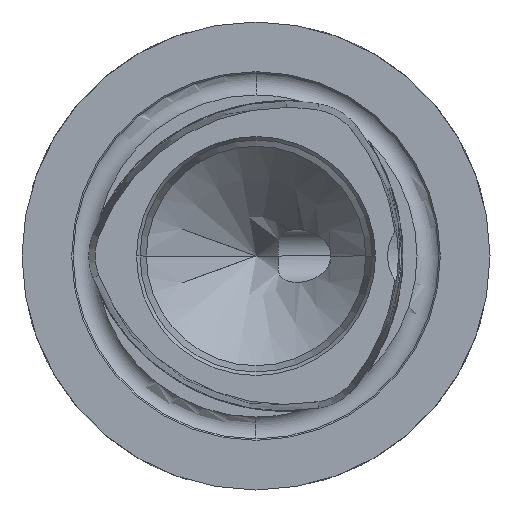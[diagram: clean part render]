
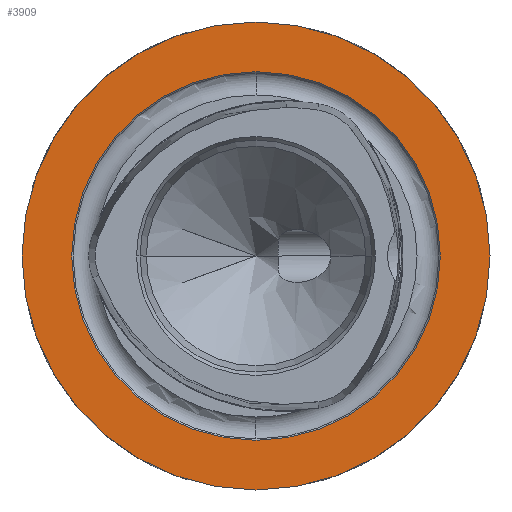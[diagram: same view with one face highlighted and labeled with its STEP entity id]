
A CAD part, left-side view. The second image highlights one B-rep face of the part: STEP entity #3909.
In plain terms, the highlighted planar face has unit normal (-1, 0, 0).
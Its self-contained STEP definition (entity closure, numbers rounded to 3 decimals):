
#166 = ORIENTED_EDGE ( 'NONE', *, *, #3806, .F. ) ;
#240 = CARTESIAN_POINT ( 'NONE',  ( -15., 0., 0. ) ) ;
#430 = CIRCLE ( 'NONE', #3170, 12.6 ) ;
#779 = CARTESIAN_POINT ( 'NONE',  ( -15., 0., 16. ) ) ;
#862 = ORIENTED_EDGE ( 'NONE', *, *, #5476, .F. ) ;
#982 = EDGE_LOOP ( 'NONE', ( #5325, #166 ) ) ;
#1542 = FACE_BOUND ( 'NONE', #982, .T. ) ;
#1671 = CIRCLE ( 'NONE', #4824, 16. ) ;
#1815 = CARTESIAN_POINT ( 'NONE',  ( -15., 0., 0. ) ) ;
#2020 = DIRECTION ( 'NONE',  ( 0., 0., -1. ) ) ;
#2053 = DIRECTION ( 'NONE',  ( 1., 0., 0. ) ) ;
#2336 = CIRCLE ( 'NONE', #5963, 16. ) ;
#2389 = DIRECTION ( 'NONE',  ( 0., 0., -1. ) ) ;
#2470 = DIRECTION ( 'NONE',  ( 1., 0., 0. ) ) ;
#2570 = DIRECTION ( 'NONE',  ( 1., 0., 0. ) ) ;
#2580 = EDGE_CURVE ( 'NONE', #3919, #4992, #2336, .T. ) ;
#2595 = CARTESIAN_POINT ( 'NONE',  ( -15., 0., 0. ) ) ;
#2620 = CARTESIAN_POINT ( 'NONE',  ( -15., 0., -12.6 ) ) ;
#2777 = CARTESIAN_POINT ( 'NONE',  ( -15., 0., -16. ) ) ;
#2855 = FACE_OUTER_BOUND ( 'NONE', #3688, .T. ) ;
#3031 = EDGE_CURVE ( 'NONE', #4365, #6152, #6235, .T. ) ;
#3170 = AXIS2_PLACEMENT_3D ( 'NONE', #1815, #5426, #2389 ) ;
#3688 = EDGE_LOOP ( 'NONE', ( #5464, #862 ) ) ;
#3806 = EDGE_CURVE ( 'NONE', #6152, #4365, #430, .T. ) ;
#3909 = ADVANCED_FACE ( 'NONE', ( #1542, #2855 ), #6426, .F. ) ;
#3919 = VERTEX_POINT ( 'NONE', #779 ) ;
#4365 = VERTEX_POINT ( 'NONE', #6659 ) ;
#4640 = DIRECTION ( 'NONE',  ( 0., 0., -1. ) ) ;
#4661 = DIRECTION ( 'NONE',  ( -1., 0., 0. ) ) ;
#4824 = AXIS2_PLACEMENT_3D ( 'NONE', #5155, #2053, #5614 ) ;
#4992 = VERTEX_POINT ( 'NONE', #2777 ) ;
#5062 = CARTESIAN_POINT ( 'NONE',  ( -15., 0., 0. ) ) ;
#5155 = CARTESIAN_POINT ( 'NONE',  ( -15., 0., 0. ) ) ;
#5325 = ORIENTED_EDGE ( 'NONE', *, *, #3031, .F. ) ;
#5426 = DIRECTION ( 'NONE',  ( -1., 0., 0. ) ) ;
#5464 = ORIENTED_EDGE ( 'NONE', *, *, #2580, .F. ) ;
#5476 = EDGE_CURVE ( 'NONE', #4992, #3919, #1671, .T. ) ;
#5529 = AXIS2_PLACEMENT_3D ( 'NONE', #5062, #4661, #4640 ) ;
#5614 = DIRECTION ( 'NONE',  ( 0., 0., -1. ) ) ;
#5959 = DIRECTION ( 'NONE',  ( 0., 0., -1. ) ) ;
#5963 = AXIS2_PLACEMENT_3D ( 'NONE', #2595, #2570, #2020 ) ;
#6152 = VERTEX_POINT ( 'NONE', #2620 ) ;
#6235 = CIRCLE ( 'NONE', #5529, 12.6 ) ;
#6426 = PLANE ( 'NONE',  #6448 ) ;
#6448 = AXIS2_PLACEMENT_3D ( 'NONE', #240, #2470, #5959 ) ;
#6659 = CARTESIAN_POINT ( 'NONE',  ( -15., 0., 12.6 ) ) ;
